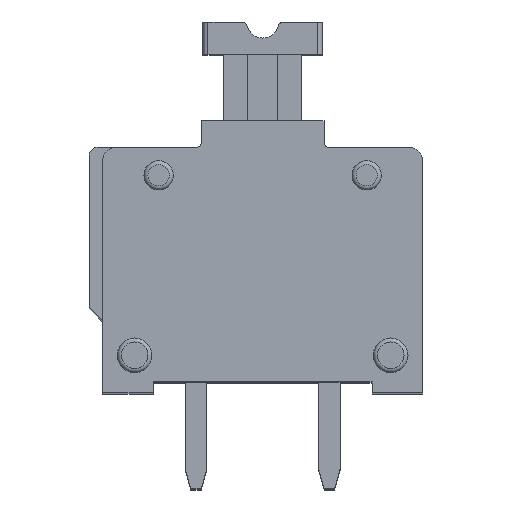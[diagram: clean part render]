
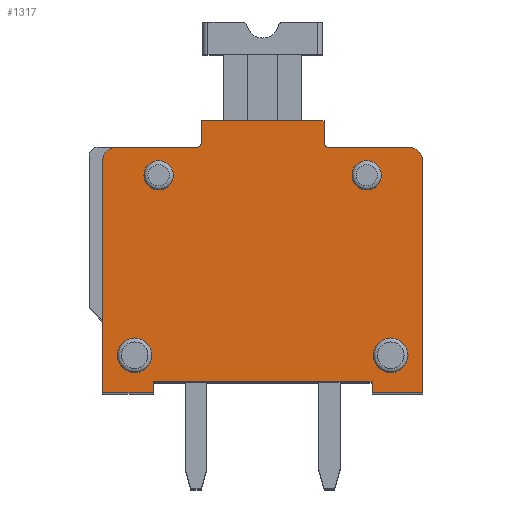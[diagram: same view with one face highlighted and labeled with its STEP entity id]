
A CAD part, top view. The second image highlights one B-rep face of the part: STEP entity #1317.
In plain terms, the highlighted planar face has unit normal (0, 0, 1).
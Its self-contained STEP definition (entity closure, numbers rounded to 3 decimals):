
#1317 = ADVANCED_FACE( '', ( #3013, #3014, #3015, #3016, #3017 ), #3018, .T. );
#3013 = FACE_OUTER_BOUND( '', #5131, .T. );
#3014 = FACE_BOUND( '', #5132, .T. );
#3015 = FACE_BOUND( '', #5133, .T. );
#3016 = FACE_BOUND( '', #5134, .T. );
#3017 = FACE_BOUND( '', #5135, .T. );
#3018 = PLANE( '', #5136 );
#5131 = EDGE_LOOP( '', ( #9074, #9075, #9076, #9077, #9078, #9079, #9080, #9081, #9082, #9083, #9084, #9085, #9086, #9087, #9088, #9089 ) );
#5132 = EDGE_LOOP( '', ( #9090 ) );
#5133 = EDGE_LOOP( '', ( #9091 ) );
#5134 = EDGE_LOOP( '', ( #9092 ) );
#5135 = EDGE_LOOP( '', ( #9093 ) );
#5136 = AXIS2_PLACEMENT_3D( '', #9094, #9095, #9096 );
#9074 = ORIENTED_EDGE( '', *, *, #14209, .T. );
#9075 = ORIENTED_EDGE( '', *, *, #14210, .T. );
#9076 = ORIENTED_EDGE( '', *, *, #13979, .F. );
#9077 = ORIENTED_EDGE( '', *, *, #14211, .F. );
#9078 = ORIENTED_EDGE( '', *, *, #14212, .F. );
#9079 = ORIENTED_EDGE( '', *, *, #13303, .T. );
#9080 = ORIENTED_EDGE( '', *, *, #14213, .F. );
#9081 = ORIENTED_EDGE( '', *, *, #14214, .F. );
#9082 = ORIENTED_EDGE( '', *, *, #14215, .T. );
#9083 = ORIENTED_EDGE( '', *, *, #14150, .T. );
#9084 = ORIENTED_EDGE( '', *, *, #14216, .T. );
#9085 = ORIENTED_EDGE( '', *, *, #14217, .T. );
#9086 = ORIENTED_EDGE( '', *, *, #14218, .T. );
#9087 = ORIENTED_EDGE( '', *, *, #13697, .F. );
#9088 = ORIENTED_EDGE( '', *, *, #14219, .T. );
#9089 = ORIENTED_EDGE( '', *, *, #14220, .F. );
#9090 = ORIENTED_EDGE( '', *, *, #14221, .F. );
#9091 = ORIENTED_EDGE( '', *, *, #14222, .F. );
#9092 = ORIENTED_EDGE( '', *, *, #14223, .F. );
#9093 = ORIENTED_EDGE( '', *, *, #13392, .F. );
#9094 = CARTESIAN_POINT( '', ( 5.954, 7.756, 3.54 ) );
#9095 = DIRECTION( '', ( 0., 0., 1. ) );
#9096 = DIRECTION( '', ( 1., 0., 0. ) );
#13303 = EDGE_CURVE( '', #16277, #16275, #16278, .T. );
#13392 = EDGE_CURVE( '', #16417, #16417, #16418, .T. );
#13697 = EDGE_CURVE( '', #16901, #16902, #16903, .T. );
#13979 = EDGE_CURVE( '', #17336, #17338, #17339, .T. );
#14150 = EDGE_CURVE( '', #17591, #17589, #17592, .T. );
#14209 = EDGE_CURVE( '', #17671, #17672, #17673, .T. );
#14210 = EDGE_CURVE( '', #17672, #17338, #17674, .T. );
#14211 = EDGE_CURVE( '', #17675, #17336, #17676, .T. );
#14212 = EDGE_CURVE( '', #16277, #17675, #17677, .T. );
#14213 = EDGE_CURVE( '', #17678, #16275, #17679, .T. );
#14214 = EDGE_CURVE( '', #17680, #17678, #17681, .T. );
#14215 = EDGE_CURVE( '', #17680, #17591, #17682, .T. );
#14216 = EDGE_CURVE( '', #17589, #17683, #17684, .T. );
#14217 = EDGE_CURVE( '', #17683, #17685, #17686, .T. );
#14218 = EDGE_CURVE( '', #17685, #16902, #17687, .T. );
#14219 = EDGE_CURVE( '', #16901, #17688, #17689, .T. );
#14220 = EDGE_CURVE( '', #17671, #17688, #17690, .T. );
#14221 = EDGE_CURVE( '', #17691, #17691, #17692, .T. );
#14222 = EDGE_CURVE( '', #17693, #17693, #17694, .T. );
#14223 = EDGE_CURVE( '', #17695, #17695, #17696, .T. );
#16275 = VERTEX_POINT( '', #20455 );
#16277 = VERTEX_POINT( '', #20458 );
#16278 = LINE( '', #20459, #20460 );
#16417 = VERTEX_POINT( '', #20663 );
#16418 = CIRCLE( '', #20664, 0.55 );
#16901 = VERTEX_POINT( '', #21448 );
#16902 = VERTEX_POINT( '', #21449 );
#16903 = CIRCLE( '', #21450, 0.2 );
#17336 = VERTEX_POINT( '', #22078 );
#17338 = VERTEX_POINT( '', #22081 );
#17339 = LINE( '', #22082, #22083 );
#17589 = VERTEX_POINT( '', #22477 );
#17591 = VERTEX_POINT( '', #22480 );
#17592 = CIRCLE( '', #22481, 0.2 );
#17671 = VERTEX_POINT( '', #22598 );
#17672 = VERTEX_POINT( '', #22599 );
#17673 = LINE( '', #22600, #22601 );
#17674 = LINE( '', #22602, #22603 );
#17675 = VERTEX_POINT( '', #22604 );
#17676 = LINE( '', #22605, #22606 );
#17677 = LINE( '', #22607, #22608 );
#17678 = VERTEX_POINT( '', #22609 );
#17679 = LINE( '', #22610, #22611 );
#17680 = VERTEX_POINT( '', #22612 );
#17681 = CIRCLE( '', #22613, 0.5 );
#17682 = LINE( '', #22614, #22615 );
#17683 = VERTEX_POINT( '', #22616 );
#17684 = LINE( '', #22617, #22618 );
#17685 = VERTEX_POINT( '', #22619 );
#17686 = LINE( '', #22620, #22621 );
#17687 = LINE( '', #22622, #22623 );
#17688 = VERTEX_POINT( '', #22624 );
#17689 = LINE( '', #22625, #22626 );
#17690 = CIRCLE( '', #22627, 0.5 );
#17691 = VERTEX_POINT( '', #22628 );
#17692 = CIRCLE( '', #22629, 0.65 );
#17693 = VERTEX_POINT( '', #22630 );
#17694 = CIRCLE( '', #22631, 0.55 );
#17695 = VERTEX_POINT( '', #22632 );
#17696 = CIRCLE( '', #22633, 0.65 );
#20455 = CARTESIAN_POINT( '', ( 12., 0., 3.54 ) );
#20458 = CARTESIAN_POINT( '', ( 10.1, 0., 3.54 ) );
#20459 = CARTESIAN_POINT( '', ( 7.771, 0., 3.54 ) );
#20460 = VECTOR( '', #24961, 1000. );
#20663 = CARTESIAN_POINT( '', ( 2.65, 8.15, 3.54 ) );
#20664 = AXIS2_PLACEMENT_3D( '', #25035, #25036, #25037 );
#21448 = CARTESIAN_POINT( '', ( 3.5, 9.2, 3.54 ) );
#21449 = CARTESIAN_POINT( '', ( 3.7, 9.4, 3.54 ) );
#21450 = AXIS2_PLACEMENT_3D( '', #25333, #25334, #25335 );
#22078 = CARTESIAN_POINT( '', ( 1.9, 0.4, 3.54 ) );
#22081 = CARTESIAN_POINT( '', ( 1.9, 0., 3.54 ) );
#22082 = CARTESIAN_POINT( '', ( 1.9, 7.285, 3.54 ) );
#22083 = VECTOR( '', #25610, 1000. );
#22477 = CARTESIAN_POINT( '', ( 8.3, 9.4, 3.54 ) );
#22480 = CARTESIAN_POINT( '', ( 8.5, 9.2, 3.54 ) );
#22481 = AXIS2_PLACEMENT_3D( '', #25774, #25775, #25776 );
#22598 = CARTESIAN_POINT( '', ( 0., 8.7, 3.54 ) );
#22599 = CARTESIAN_POINT( '', ( 0., 0., 3.54 ) );
#22600 = CARTESIAN_POINT( '', ( 0., 7.285, 3.54 ) );
#22601 = VECTOR( '', #25830, 1000. );
#22602 = CARTESIAN_POINT( '', ( 7.771, 0., 3.54 ) );
#22603 = VECTOR( '', #25831, 1000. );
#22604 = CARTESIAN_POINT( '', ( 10.1, 0.4, 3.54 ) );
#22605 = CARTESIAN_POINT( '', ( 7.771, 0.4, 3.54 ) );
#22606 = VECTOR( '', #25832, 1000. );
#22607 = CARTESIAN_POINT( '', ( 10.1, 7.285, 3.54 ) );
#22608 = VECTOR( '', #25833, 1000. );
#22609 = CARTESIAN_POINT( '', ( 12., 8.7, 3.54 ) );
#22610 = CARTESIAN_POINT( '', ( 12., 7.285, 3.54 ) );
#22611 = VECTOR( '', #25834, 1000. );
#22612 = CARTESIAN_POINT( '', ( 11.5, 9.2, 3.54 ) );
#22613 = AXIS2_PLACEMENT_3D( '', #25835, #25836, #25837 );
#22614 = CARTESIAN_POINT( '', ( 7.771, 9.2, 3.54 ) );
#22615 = VECTOR( '', #25838, 1000. );
#22616 = CARTESIAN_POINT( '', ( 8.3, 10.2, 3.54 ) );
#22617 = CARTESIAN_POINT( '', ( 8.3, 7.285, 3.54 ) );
#22618 = VECTOR( '', #25839, 1000. );
#22619 = CARTESIAN_POINT( '', ( 3.7, 10.2, 3.54 ) );
#22620 = CARTESIAN_POINT( '', ( 7.771, 10.2, 3.54 ) );
#22621 = VECTOR( '', #25840, 1000. );
#22622 = CARTESIAN_POINT( '', ( 3.7, 7.285, 3.54 ) );
#22623 = VECTOR( '', #25841, 1000. );
#22624 = CARTESIAN_POINT( '', ( 0.5, 9.2, 3.54 ) );
#22625 = CARTESIAN_POINT( '', ( 7.771, 9.2, 3.54 ) );
#22626 = VECTOR( '', #25842, 1000. );
#22627 = AXIS2_PLACEMENT_3D( '', #25843, #25844, #25845 );
#22628 = CARTESIAN_POINT( '', ( 11.45, 1.4, 3.54 ) );
#22629 = AXIS2_PLACEMENT_3D( '', #25846, #25847, #25848 );
#22630 = CARTESIAN_POINT( '', ( 10.45, 8.15, 3.54 ) );
#22631 = AXIS2_PLACEMENT_3D( '', #25849, #25850, #25851 );
#22632 = CARTESIAN_POINT( '', ( 1.85, 1.4, 3.54 ) );
#22633 = AXIS2_PLACEMENT_3D( '', #25852, #25853, #25854 );
#24961 = DIRECTION( '', ( 1., 0., 0. ) );
#25035 = CARTESIAN_POINT( '', ( 2.1, 8.15, 3.54 ) );
#25036 = DIRECTION( '', ( 0., 0., 1. ) );
#25037 = DIRECTION( '', ( 1., 0., 0. ) );
#25333 = CARTESIAN_POINT( '', ( 3.5, 9.4, 3.54 ) );
#25334 = DIRECTION( '', ( 0., 0., 1. ) );
#25335 = DIRECTION( '', ( 1., 0., 0. ) );
#25610 = DIRECTION( '', ( 0., -1., 0. ) );
#25774 = CARTESIAN_POINT( '', ( 8.5, 9.4, 3.54 ) );
#25775 = DIRECTION( '', ( 0., 0., -1. ) );
#25776 = DIRECTION( '', ( -1., 0., 0. ) );
#25830 = DIRECTION( '', ( 0., -1., 0. ) );
#25831 = DIRECTION( '', ( 1., 0., 0. ) );
#25832 = DIRECTION( '', ( -1., 0., 0. ) );
#25833 = DIRECTION( '', ( 0., 1., 0. ) );
#25834 = DIRECTION( '', ( 0., -1., 0. ) );
#25835 = CARTESIAN_POINT( '', ( 11.5, 8.7, 3.54 ) );
#25836 = DIRECTION( '', ( 0., 0., -1. ) );
#25837 = DIRECTION( '', ( -1., 0., 0. ) );
#25838 = DIRECTION( '', ( -1., 0., 0. ) );
#25839 = DIRECTION( '', ( 0., 1., 0. ) );
#25840 = DIRECTION( '', ( -1., 0., 0. ) );
#25841 = DIRECTION( '', ( 0., -1., 0. ) );
#25842 = DIRECTION( '', ( -1., 0., 0. ) );
#25843 = CARTESIAN_POINT( '', ( 0.5, 8.7, 3.54 ) );
#25844 = DIRECTION( '', ( 0., 0., -1. ) );
#25845 = DIRECTION( '', ( -1., 0., 0. ) );
#25846 = CARTESIAN_POINT( '', ( 10.8, 1.4, 3.54 ) );
#25847 = DIRECTION( '', ( 0., 0., 1. ) );
#25848 = DIRECTION( '', ( 1., 0., 0. ) );
#25849 = CARTESIAN_POINT( '', ( 9.9, 8.15, 3.54 ) );
#25850 = DIRECTION( '', ( 0., 0., 1. ) );
#25851 = DIRECTION( '', ( 1., 0., 0. ) );
#25852 = CARTESIAN_POINT( '', ( 1.2, 1.4, 3.54 ) );
#25853 = DIRECTION( '', ( 0., 0., 1. ) );
#25854 = DIRECTION( '', ( 1., 0., 0. ) );
